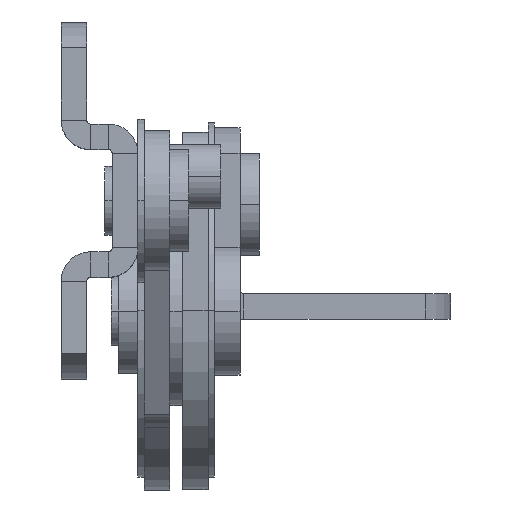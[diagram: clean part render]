
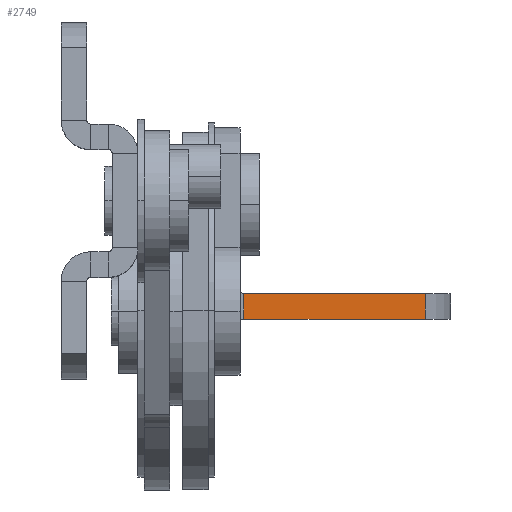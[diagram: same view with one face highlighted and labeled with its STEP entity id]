
A CAD part, top view. The second image highlights one B-rep face of the part: STEP entity #2749.
In plain terms, the highlighted face is planar.
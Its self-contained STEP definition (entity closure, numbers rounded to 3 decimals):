
#62 = VECTOR ( 'NONE', #730, 1000. ) ;
#140 = ORIENTED_EDGE ( 'NONE', *, *, #460, .T. ) ;
#150 = EDGE_CURVE ( 'NONE', #1762, #4879, #1494, .T. ) ;
#205 = VECTOR ( 'NONE', #333, 1000. ) ;
#261 = ORIENTED_EDGE ( 'NONE', *, *, #150, .T. ) ;
#272 = AXIS2_PLACEMENT_3D ( 'NONE', #2359, #4113, #3238 ) ;
#282 = VECTOR ( 'NONE', #5165, 1000. ) ;
#298 = EDGE_CURVE ( 'NONE', #3011, #2171, #3535, .T. ) ;
#333 = DIRECTION ( 'NONE',  ( -1., 0., 0. ) ) ;
#460 = EDGE_CURVE ( 'NONE', #4879, #3011, #2049, .T. ) ;
#699 = CARTESIAN_POINT ( 'NONE',  ( 2.3, -6., -7. ) ) ;
#730 = DIRECTION ( 'NONE',  ( 0., 0., -1. ) ) ;
#786 = CARTESIAN_POINT ( 'NONE',  ( 2., -6., -7. ) ) ;
#1032 = PLANE ( 'NONE',  #272 ) ;
#1494 = LINE ( 'NONE', #4306, #282 ) ;
#1512 = CARTESIAN_POINT ( 'NONE',  ( 16.5, -6., -9. ) ) ;
#1754 = CARTESIAN_POINT ( 'NONE',  ( 2.3, -6., -9. ) ) ;
#1762 = VERTEX_POINT ( 'NONE', #1512 ) ;
#1938 = FACE_OUTER_BOUND ( 'NONE', #3502, .T. ) ;
#2049 = LINE ( 'NONE', #786, #205 ) ;
#2171 = VERTEX_POINT ( 'NONE', #1754 ) ;
#2359 = CARTESIAN_POINT ( 'NONE',  ( 2., -6., -9. ) ) ;
#2401 = LINE ( 'NONE', #5406, #2547 ) ;
#2403 = ORIENTED_EDGE ( 'NONE', *, *, #298, .T. ) ;
#2547 = VECTOR ( 'NONE', #2684, 1000. ) ;
#2684 = DIRECTION ( 'NONE',  ( -1., 0., 0. ) ) ;
#2749 = ADVANCED_FACE ( 'NONE', ( #1938 ), #1032, .F. ) ;
#3011 = VERTEX_POINT ( 'NONE', #699 ) ;
#3114 = ORIENTED_EDGE ( 'NONE', *, *, #5198, .F. ) ;
#3238 = DIRECTION ( 'NONE',  ( 0., 0., 1. ) ) ;
#3502 = EDGE_LOOP ( 'NONE', ( #261, #140, #2403, #3114 ) ) ;
#3535 = LINE ( 'NONE', #4836, #62 ) ;
#4113 = DIRECTION ( 'NONE',  ( 0., 1., 0. ) ) ;
#4306 = CARTESIAN_POINT ( 'NONE',  ( 16.5, -6., -9. ) ) ;
#4836 = CARTESIAN_POINT ( 'NONE',  ( 2.3, -6., -9. ) ) ;
#4879 = VERTEX_POINT ( 'NONE', #5153 ) ;
#5153 = CARTESIAN_POINT ( 'NONE',  ( 16.5, -6., -7. ) ) ;
#5165 = DIRECTION ( 'NONE',  ( 0., 0., 1. ) ) ;
#5198 = EDGE_CURVE ( 'NONE', #1762, #2171, #2401, .T. ) ;
#5406 = CARTESIAN_POINT ( 'NONE',  ( 2., -6., -9. ) ) ;
